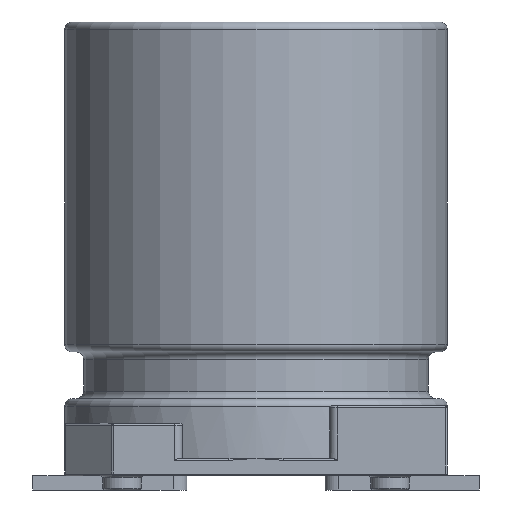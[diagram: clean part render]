
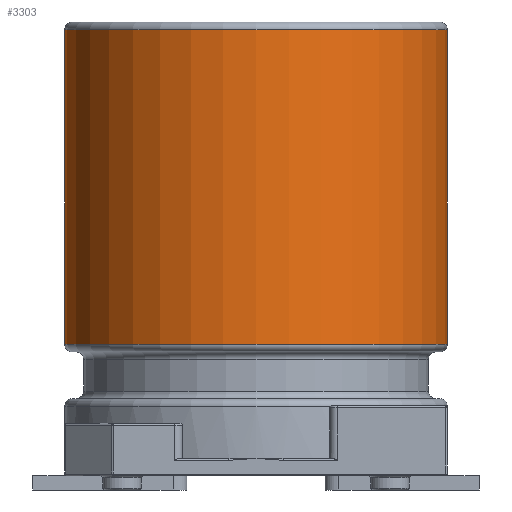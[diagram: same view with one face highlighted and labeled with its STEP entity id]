
A CAD part, front view. The second image highlights one B-rep face of the part: STEP entity #3303.
In plain terms, the highlighted cylindrical face has radius 9 mm (diameter 18 mm), a full revolution.
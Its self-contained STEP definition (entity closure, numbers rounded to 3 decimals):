
#333=CYLINDRICAL_SURFACE('',#3598,9.);
#468=FACE_OUTER_BOUND('',#631,.T.);
#631=EDGE_LOOP('',(#2997,#2998,#2999,#3000,#3001,#3002));
#798=LINE('',#6464,#954);
#954=VECTOR('',#4305,9.);
#1107=CIRCLE('',#3596,9.);
#1108=CIRCLE('',#3597,9.);
#1109=CIRCLE('',#3599,9.);
#1110=CIRCLE('',#3600,9.);
#1515=VERTEX_POINT('',#6457);
#1516=VERTEX_POINT('',#6459);
#1517=VERTEX_POINT('',#6463);
#1518=VERTEX_POINT('',#6465);
#2025=EDGE_CURVE('',#1515,#1516,#1107,.T.);
#2026=EDGE_CURVE('',#1516,#1515,#1108,.T.);
#2027=EDGE_CURVE('',#1516,#1517,#798,.T.);
#2028=EDGE_CURVE('',#1518,#1517,#1109,.T.);
#2029=EDGE_CURVE('',#1517,#1518,#1110,.T.);
#2997=ORIENTED_EDGE('',*,*,#2026,.F.);
#2998=ORIENTED_EDGE('',*,*,#2027,.T.);
#2999=ORIENTED_EDGE('',*,*,#2028,.F.);
#3000=ORIENTED_EDGE('',*,*,#2029,.F.);
#3001=ORIENTED_EDGE('',*,*,#2027,.F.);
#3002=ORIENTED_EDGE('',*,*,#2025,.F.);
#3303=ADVANCED_FACE('',(#468),#333,.T.);
#3596=AXIS2_PLACEMENT_3D('',#6460,#4299,#4300);
#3597=AXIS2_PLACEMENT_3D('',#6461,#4301,#4302);
#3598=AXIS2_PLACEMENT_3D('',#6462,#4303,#4304);
#3599=AXIS2_PLACEMENT_3D('',#6466,#4306,#4307);
#3600=AXIS2_PLACEMENT_3D('',#6467,#4308,#4309);
#4299=DIRECTION('center_axis',(0.,0.,1.));
#4300=DIRECTION('ref_axis',(0.,1.,0.));
#4301=DIRECTION('center_axis',(0.,0.,1.));
#4302=DIRECTION('ref_axis',(0.,1.,0.));
#4303=DIRECTION('center_axis',(0.,0.,1.));
#4304=DIRECTION('ref_axis',(0.,1.,0.));
#4305=DIRECTION('',(0.,0.,-1.));
#4306=DIRECTION('center_axis',(0.,0.,-1.));
#4307=DIRECTION('ref_axis',(0.,-1.,0.));
#4308=DIRECTION('center_axis',(0.,0.,-1.));
#4309=DIRECTION('ref_axis',(0.,-1.,0.));
#6457=CARTESIAN_POINT('',(0.,9.,21.64));
#6459=CARTESIAN_POINT('',(0.,-9.,21.64));
#6460=CARTESIAN_POINT('Origin',(0.,0.,21.64));
#6461=CARTESIAN_POINT('Origin',(0.,0.,21.64));
#6462=CARTESIAN_POINT('Origin',(0.,0.,1.485));
#6463=CARTESIAN_POINT('',(0.,-9.,6.85));
#6464=CARTESIAN_POINT('',(0.,-9.,1.485));
#6465=CARTESIAN_POINT('',(0.,9.,6.85));
#6466=CARTESIAN_POINT('Origin',(0.,0.,6.85));
#6467=CARTESIAN_POINT('Origin',(0.,0.,6.85));
